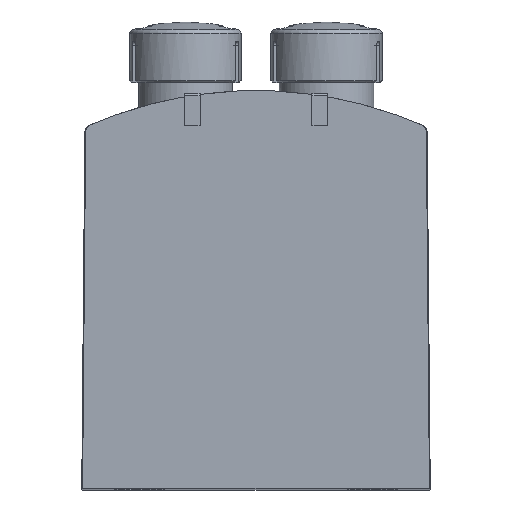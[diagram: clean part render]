
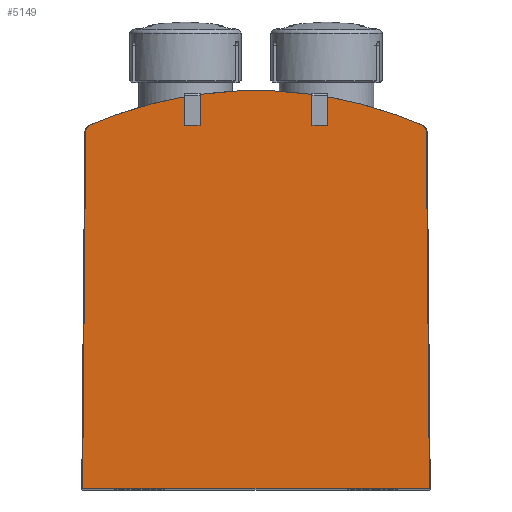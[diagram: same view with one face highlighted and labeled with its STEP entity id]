
A CAD part, top view. The second image highlights one B-rep face of the part: STEP entity #5149.
In plain terms, the highlighted planar face has unit normal (0, 0, 1).
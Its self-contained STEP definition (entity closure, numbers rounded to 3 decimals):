
#46=PLANE('',#5418);
#300=LINE('',#7130,#624);
#301=LINE('',#7132,#625);
#302=LINE('',#7134,#626);
#303=LINE('',#7135,#627);
#304=LINE('',#7137,#628);
#305=LINE('',#7139,#629);
#306=LINE('',#7142,#630);
#307=LINE('',#7144,#631);
#308=LINE('',#7146,#632);
#624=VECTOR('',#5920,1000.);
#625=VECTOR('',#5921,1000.);
#626=VECTOR('',#5922,1000.);
#627=VECTOR('',#5923,1000.);
#628=VECTOR('',#5924,1000.);
#629=VECTOR('',#5925,1000.);
#630=VECTOR('',#5928,1000.);
#631=VECTOR('',#5929,1000.);
#632=VECTOR('',#5930,1000.);
#1020=ORIENTED_EDGE('',*,*,#2114,.F.);
#1021=ORIENTED_EDGE('',*,*,#2115,.T.);
#1022=ORIENTED_EDGE('',*,*,#2116,.T.);
#1023=ORIENTED_EDGE('',*,*,#2035,.F.);
#1024=ORIENTED_EDGE('',*,*,#2117,.F.);
#1025=ORIENTED_EDGE('',*,*,#2118,.T.);
#1026=ORIENTED_EDGE('',*,*,#2119,.T.);
#1027=ORIENTED_EDGE('',*,*,#2031,.F.);
#1028=ORIENTED_EDGE('',*,*,#2120,.F.);
#1029=ORIENTED_EDGE('',*,*,#2121,.T.);
#1030=ORIENTED_EDGE('',*,*,#2122,.T.);
#1031=ORIENTED_EDGE('',*,*,#2123,.T.);
#1032=ORIENTED_EDGE('',*,*,#2124,.F.);
#1033=ORIENTED_EDGE('',*,*,#2027,.F.);
#2027=EDGE_CURVE('',#2579,#2580,#2947,.F.);
#2031=EDGE_CURVE('',#2583,#2584,#2949,.F.);
#2035=EDGE_CURVE('',#2587,#2588,#2951,.F.);
#2114=EDGE_CURVE('',#2654,#2579,#300,.T.);
#2115=EDGE_CURVE('',#2654,#2655,#301,.T.);
#2116=EDGE_CURVE('',#2655,#2588,#302,.T.);
#2117=EDGE_CURVE('',#2656,#2587,#303,.T.);
#2118=EDGE_CURVE('',#2656,#2657,#304,.T.);
#2119=EDGE_CURVE('',#2657,#2584,#305,.T.);
#2120=EDGE_CURVE('',#2658,#2583,#2972,.F.);
#2121=EDGE_CURVE('',#2658,#2659,#306,.T.);
#2122=EDGE_CURVE('',#2659,#2660,#307,.T.);
#2123=EDGE_CURVE('',#2660,#2661,#308,.T.);
#2124=EDGE_CURVE('',#2580,#2661,#2973,.F.);
#2579=VERTEX_POINT('',#6911);
#2580=VERTEX_POINT('',#6913);
#2583=VERTEX_POINT('',#6919);
#2584=VERTEX_POINT('',#6921);
#2587=VERTEX_POINT('',#6927);
#2588=VERTEX_POINT('',#6929);
#2654=VERTEX_POINT('',#7131);
#2655=VERTEX_POINT('',#7133);
#2656=VERTEX_POINT('',#7136);
#2657=VERTEX_POINT('',#7138);
#2658=VERTEX_POINT('',#7141);
#2659=VERTEX_POINT('',#7143);
#2660=VERTEX_POINT('',#7145);
#2661=VERTEX_POINT('',#7147);
#2947=CIRCLE('',#5367,50.1);
#2949=CIRCLE('',#5369,50.1);
#2951=CIRCLE('',#5371,50.1);
#2972=CIRCLE('',#5419,1.);
#2973=CIRCLE('',#5420,1.);
#3119=EDGE_LOOP('',(#1020,#1021,#1022,#1023,#1024,#1025,#1026,#1027,#1028,
#1029,#1030,#1031,#1032,#1033));
#3369=FACE_BOUND('',#3119,.T.);
#5149=ADVANCED_FACE('',(#3369),#46,.T.);
#5367=AXIS2_PLACEMENT_3D('',#6912,#5775,#5776);
#5369=AXIS2_PLACEMENT_3D('',#6920,#5781,#5782);
#5371=AXIS2_PLACEMENT_3D('',#6928,#5787,#5788);
#5418=AXIS2_PLACEMENT_3D('',#7129,#5918,#5919);
#5419=AXIS2_PLACEMENT_3D('',#7140,#5926,#5927);
#5420=AXIS2_PLACEMENT_3D('',#7148,#5931,#5932);
#5775=DIRECTION('',(0.,0.,1.));
#5776=DIRECTION('',(1.,0.,0.));
#5781=DIRECTION('',(0.,0.,1.));
#5782=DIRECTION('',(1.,0.,0.));
#5787=DIRECTION('',(0.,0.,1.));
#5788=DIRECTION('',(1.,0.,0.));
#5918=DIRECTION('',(0.,0.,1.));
#5919=DIRECTION('',(1.,0.,0.));
#5920=DIRECTION('',(0.,1.,0.));
#5921=DIRECTION('',(-1.,0.,0.));
#5922=DIRECTION('',(0.,1.,0.));
#5923=DIRECTION('',(0.,1.,0.));
#5924=DIRECTION('',(-1.,0.,0.));
#5925=DIRECTION('',(0.,1.,0.));
#5926=DIRECTION('',(0.,0.,1.));
#5927=DIRECTION('',(1.,0.,0.));
#5928=DIRECTION('',(-0.009,-1.,0.));
#5929=DIRECTION('',(1.,0.,0.));
#5930=DIRECTION('',(-0.009,1.,0.));
#5931=DIRECTION('',(0.,0.,1.));
#5932=DIRECTION('',(1.,0.,0.));
#6911=CARTESIAN_POINT('',(8.663,47.145,68.9));
#6912=CARTESIAN_POINT('',(0.,-2.2,68.9));
#6913=CARTESIAN_POINT('',(19.924,43.768,68.9));
#6919=CARTESIAN_POINT('',(-19.924,43.768,68.9));
#6920=CARTESIAN_POINT('',(0.,-2.2,68.9));
#6921=CARTESIAN_POINT('',(-8.663,47.145,68.9));
#6927=CARTESIAN_POINT('',(-6.737,47.445,68.9));
#6928=CARTESIAN_POINT('',(0.,-2.2,68.9));
#6929=CARTESIAN_POINT('',(6.737,47.445,68.9));
#7129=CARTESIAN_POINT('',(0.,0.,68.9));
#7130=CARTESIAN_POINT('',(8.663,0.,68.9));
#7131=CARTESIAN_POINT('',(8.663,43.7,68.9));
#7132=CARTESIAN_POINT('',(0.,43.7,68.9));
#7133=CARTESIAN_POINT('',(6.737,43.7,68.9));
#7134=CARTESIAN_POINT('',(6.737,0.,68.9));
#7135=CARTESIAN_POINT('',(-6.737,0.,68.9));
#7136=CARTESIAN_POINT('',(-6.737,43.7,68.9));
#7137=CARTESIAN_POINT('',(0.,43.7,68.9));
#7138=CARTESIAN_POINT('',(-8.663,43.7,68.9));
#7139=CARTESIAN_POINT('',(-8.663,0.,68.9));
#7140=CARTESIAN_POINT('',(-19.526,42.85,68.9));
#7141=CARTESIAN_POINT('',(-20.526,42.859,68.9));
#7142=CARTESIAN_POINT('',(-20.898,0.182,68.9));
#7143=CARTESIAN_POINT('',(-20.9,0.,68.9));
#7144=CARTESIAN_POINT('',(-21.,0.,68.9));
#7145=CARTESIAN_POINT('',(20.9,0.,68.9));
#7146=CARTESIAN_POINT('',(20.898,0.182,68.9));
#7147=CARTESIAN_POINT('',(20.526,42.859,68.9));
#7148=CARTESIAN_POINT('',(19.526,42.85,68.9));
